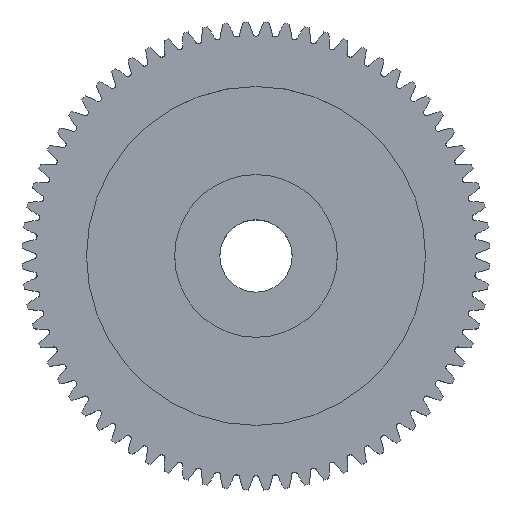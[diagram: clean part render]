
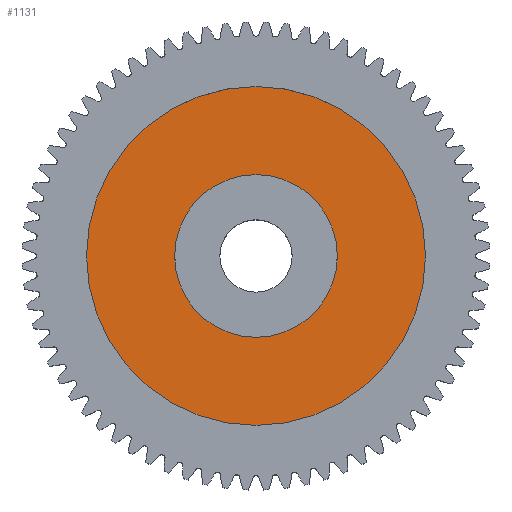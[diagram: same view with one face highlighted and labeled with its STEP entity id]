
A CAD part, top view. The second image highlights one B-rep face of the part: STEP entity #1131.
In plain terms, the highlighted planar face has unit normal (0, 0, 1).
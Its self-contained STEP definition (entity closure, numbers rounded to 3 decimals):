
#1126 = ORIENTED_EDGE ( 'NONE', *, *, #13104, .T. ) ;
#1127 = EDGE_CURVE ( 'NONE', #13151, #13146, #3544, .T. ) ;
#1131 = ADVANCED_FACE ( 'NONE', ( #3575, #3553 ), #3599, .F. ) ;
#1132 = ORIENTED_EDGE ( 'NONE', *, *, #1249, .T. ) ;
#1133 = EDGE_LOOP ( 'NONE', ( #1134, #1259 ) ) ;
#1134 = ORIENTED_EDGE ( 'NONE', *, *, #1127, .F. ) ;
#1249 = EDGE_CURVE ( 'NONE', #13105, #13099, #3577, .T. ) ;
#1250 = EDGE_LOOP ( 'NONE', ( #1126, #1132 ) ) ;
#1259 = ORIENTED_EDGE ( 'NONE', *, *, #13152, .F. ) ;
#3544 = CIRCLE ( 'NONE', #3682, 18.75 ) ;
#3553 = FACE_OUTER_BOUND ( 'NONE', #1133, .T. ) ;
#3555 = DIRECTION ( 'NONE',  ( 0., 0., -1. ) ) ;
#3556 = CARTESIAN_POINT ( 'NONE',  ( 0., 0., 4. ) ) ;
#3557 = AXIS2_PLACEMENT_3D ( 'NONE', #3612, #3611, #3610 ) ;
#3568 = DIRECTION ( 'NONE',  ( -1., 0., 0. ) ) ;
#3575 = FACE_BOUND ( 'NONE', #1250, .T. ) ;
#3577 = CIRCLE ( 'NONE', #3627, 9. ) ;
#3599 = PLANE ( 'NONE',  #3557 ) ;
#3610 = DIRECTION ( 'NONE',  ( -1., 0., 0. ) ) ;
#3611 = DIRECTION ( 'NONE',  ( 0., 0., -1. ) ) ;
#3612 = CARTESIAN_POINT ( 'NONE',  ( 0., 0., 4. ) ) ;
#3624 = DIRECTION ( 'NONE',  ( -1., 0., 0. ) ) ;
#3625 = DIRECTION ( 'NONE',  ( 0., 0., -1. ) ) ;
#3626 = CARTESIAN_POINT ( 'NONE',  ( 0., 0., 4. ) ) ;
#3627 = AXIS2_PLACEMENT_3D ( 'NONE', #3626, #3625, #3624 ) ;
#3682 = AXIS2_PLACEMENT_3D ( 'NONE', #3556, #3555, #3568 ) ;
#5626 = DIRECTION ( 'NONE',  ( -1., 0., 0. ) ) ;
#5627 = DIRECTION ( 'NONE',  ( 0., 0., -1. ) ) ;
#5628 = CARTESIAN_POINT ( 'NONE',  ( 0., 0., 4. ) ) ;
#5629 = CARTESIAN_POINT ( 'NONE',  ( 9., 0., 4. ) ) ;
#5636 = CIRCLE ( 'NONE', #5640, 9. ) ;
#5640 = AXIS2_PLACEMENT_3D ( 'NONE', #5628, #5627, #5626 ) ;
#5650 = CARTESIAN_POINT ( 'NONE',  ( -9., 0., 4. ) ) ;
#5736 = CARTESIAN_POINT ( 'NONE',  ( -18.75, 0., 4. ) ) ;
#5799 = CARTESIAN_POINT ( 'NONE',  ( 18.75, 0., 4. ) ) ;
#5843 = DIRECTION ( 'NONE',  ( -1., 0., 0. ) ) ;
#5844 = DIRECTION ( 'NONE',  ( 0., 0., -1. ) ) ;
#5845 = CARTESIAN_POINT ( 'NONE',  ( 0., 0., 4. ) ) ;
#5846 = AXIS2_PLACEMENT_3D ( 'NONE', #5845, #5844, #5843 ) ;
#5847 = CIRCLE ( 'NONE', #5846, 18.75 ) ;
#13099 = VERTEX_POINT ( 'NONE', #5650 ) ;
#13104 = EDGE_CURVE ( 'NONE', #13099, #13105, #5636, .T. ) ;
#13105 = VERTEX_POINT ( 'NONE', #5629 ) ;
#13146 = VERTEX_POINT ( 'NONE', #5799 ) ;
#13151 = VERTEX_POINT ( 'NONE', #5736 ) ;
#13152 = EDGE_CURVE ( 'NONE', #13146, #13151, #5847, .T. ) ;
